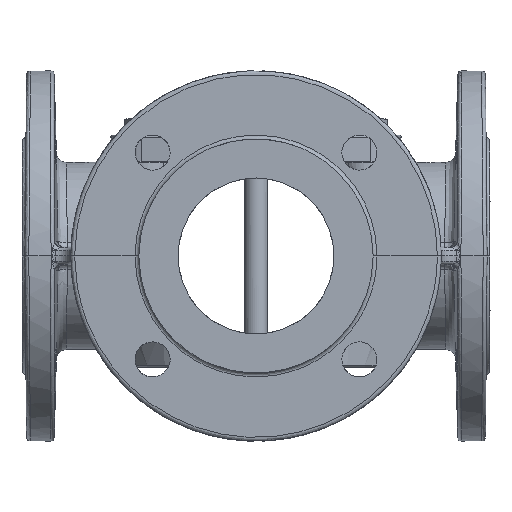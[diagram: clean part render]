
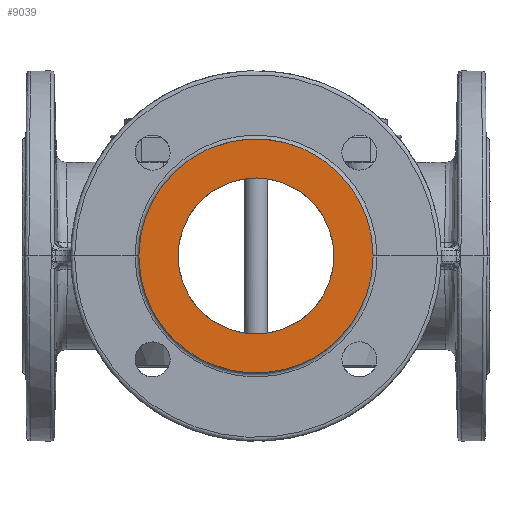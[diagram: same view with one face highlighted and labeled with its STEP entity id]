
A CAD part, left-side view. The second image highlights one B-rep face of the part: STEP entity #9039.
In plain terms, the highlighted planar face has unit normal (-1, 0, 0).
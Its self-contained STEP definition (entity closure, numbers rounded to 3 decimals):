
#8896=CARTESIAN_POINT('Control Point',(-120.,-60.064,0.)) ;
#8897=CARTESIAN_POINT('Control Point',(-120.,-60.031,14.16)) ;
#8898=CARTESIAN_POINT('Control Point',(-120.,-55.84,28.306)) ;
#8899=CARTESIAN_POINT('Control Point',(-120.,-47.476,40.798)) ;
#8900=CARTESIAN_POINT('Control Point',(-120.,-35.986,50.052)) ;
#8901=CARTESIAN_POINT('Control Point',(-120.,-22.908,55.455)) ;
#8902=CARTESIAN_POINT('Vertex',(-120.,-60.064,0.)) ;
#8904=CARTESIAN_POINT('Vertex',(-120.,-22.908,55.455)) ;
#8920=CARTESIAN_POINT('Vertex',(-120.,60.064,0.)) ;
#8924=CARTESIAN_POINT('Control Point',(-120.,60.064,0.)) ;
#8925=CARTESIAN_POINT('Control Point',(-120.,60.031,14.16)) ;
#8926=CARTESIAN_POINT('Control Point',(-120.,55.84,28.306)) ;
#8927=CARTESIAN_POINT('Control Point',(-120.,47.476,40.799)) ;
#8928=CARTESIAN_POINT('Control Point',(-120.,35.986,50.052)) ;
#8929=CARTESIAN_POINT('Control Point',(-120.,22.908,55.455)) ;
#8930=CARTESIAN_POINT('Vertex',(-120.,22.908,55.455)) ;
#8961=CARTESIAN_POINT('Axis2P3D Location',(-120.,0.,0.)) ;
#8971=CARTESIAN_POINT('Axis2P3D Location',(-120.,120.,0.)) ;
#8977=CARTESIAN_POINT('Control Point',(-120.,60.064,0.)) ;
#8978=CARTESIAN_POINT('Control Point',(-120.,60.053,-4.563)) ;
#8979=CARTESIAN_POINT('Control Point',(-120.,59.61,-9.124)) ;
#8980=CARTESIAN_POINT('Control Point',(-120.,58.736,-13.63)) ;
#8981=CARTESIAN_POINT('Control Point',(-120.,56.,-22.908)) ;
#8982=CARTESIAN_POINT('Control Point',(-120.,51.477,-31.468)) ;
#8983=CARTESIAN_POINT('Control Point',(-120.,48.63,-35.705)) ;
#8984=CARTESIAN_POINT('Control Point',(-120.,42.436,-43.097)) ;
#8985=CARTESIAN_POINT('Control Point',(-120.,34.913,-49.113)) ;
#8986=CARTESIAN_POINT('Control Point',(-120.,31.107,-51.607)) ;
#8987=CARTESIAN_POINT('Control Point',(-120.,27.089,-53.728)) ;
#8988=CARTESIAN_POINT('Control Point',(-120.,22.908,-55.455)) ;
#8989=CARTESIAN_POINT('Vertex',(-120.,22.908,-55.455)) ;
#8992=CARTESIAN_POINT('Axis2P3D Location',(-120.,0.,0.)) ;
#8996=CARTESIAN_POINT('Vertex',(-120.,-22.908,-55.455)) ;
#9000=CARTESIAN_POINT('Control Point',(-120.,-60.064,0.)) ;
#9001=CARTESIAN_POINT('Control Point',(-120.,-60.051,-5.577)) ;
#9002=CARTESIAN_POINT('Control Point',(-120.,-59.392,-11.152)) ;
#9003=CARTESIAN_POINT('Control Point',(-120.,-58.088,-16.625)) ;
#9004=CARTESIAN_POINT('Control Point',(-120.,-54.238,-27.168)) ;
#9005=CARTESIAN_POINT('Control Point',(-120.,-48.082,-36.55)) ;
#9006=CARTESIAN_POINT('Control Point',(-120.,-44.472,-40.862)) ;
#9007=CARTESIAN_POINT('Control Point',(-120.,-38.198,-46.793)) ;
#9008=CARTESIAN_POINT('Control Point',(-120.,-31.007,-51.499)) ;
#9009=CARTESIAN_POINT('Control Point',(-120.,-28.389,-52.987)) ;
#9010=CARTESIAN_POINT('Control Point',(-120.,-25.685,-54.308)) ;
#9011=CARTESIAN_POINT('Control Point',(-120.,-22.908,-55.455)) ;
#9021=CARTESIAN_POINT('Axis2P3D Location',(-120.,0.,0.)) ;
#9025=CARTESIAN_POINT('Vertex',(-120.,-40.,0.)) ;
#9027=CARTESIAN_POINT('Vertex',(-120.,40.,0.)) ;
#9030=CARTESIAN_POINT('Axis2P3D Location',(-120.,0.,0.)) ;
#8962=DIRECTION('Axis2P3D Direction',(-1.,0.,0.)) ;
#8972=DIRECTION('Axis2P3D Direction',(-1.,0.,0.)) ;
#8973=DIRECTION('Axis2P3D XDirection',(0.,-1.,0.)) ;
#8993=DIRECTION('Axis2P3D Direction',(-1.,0.,0.)) ;
#9022=DIRECTION('Axis2P3D Direction',(-1.,0.,0.)) ;
#9031=DIRECTION('Axis2P3D Direction',(-1.,0.,0.)) ;
#8963=AXIS2_PLACEMENT_3D('Circle Axis2P3D',#8961,#8962,$) ;
#8974=AXIS2_PLACEMENT_3D('Plane Axis2P3D',#8971,#8972,#8973) ;
#8994=AXIS2_PLACEMENT_3D('Circle Axis2P3D',#8992,#8993,$) ;
#9023=AXIS2_PLACEMENT_3D('Circle Axis2P3D',#9021,#9022,$) ;
#9032=AXIS2_PLACEMENT_3D('Circle Axis2P3D',#9030,#9031,$) ;
#9014=ORIENTED_EDGE('',*,*,#8906,.T.) ;
#9015=ORIENTED_EDGE('',*,*,#8965,.T.) ;
#9016=ORIENTED_EDGE('',*,*,#8932,.F.) ;
#9017=ORIENTED_EDGE('',*,*,#8991,.T.) ;
#9018=ORIENTED_EDGE('',*,*,#8998,.T.) ;
#9019=ORIENTED_EDGE('',*,*,#9012,.F.) ;
#9036=ORIENTED_EDGE('',*,*,#9029,.F.) ;
#9037=ORIENTED_EDGE('',*,*,#9034,.F.) ;
#9038=FACE_BOUND('',#9035,.T.) ;
#9039=ADVANCED_FACE('1016-01',(#9020,#9038),#8975,.T.) ;
#8895=B_SPLINE_CURVE_WITH_KNOTS('',5,(#8896,#8897,#8898,#8899,#8900,#8901),.UNSPECIFIED.,.F.,.U.,(6,6),(0.008,123.924),.UNSPECIFIED.) ;
#8923=B_SPLINE_CURVE_WITH_KNOTS('',5,(#8924,#8925,#8926,#8927,#8928,#8929),.UNSPECIFIED.,.F.,.U.,(6,6),(0.008,123.924),.UNSPECIFIED.) ;
#8976=B_SPLINE_CURVE_WITH_KNOTS('',5,(#8977,#8978,#8979,#8980,#8981,#8982,#8983,#8984,#8985,#8986,#8987,#8988),.UNSPECIFIED.,.F.,.U.,(6,3,3,6),(0.008,39.94,84.311,123.924),.UNSPECIFIED.) ;
#8999=B_SPLINE_CURVE_WITH_KNOTS('',5,(#9000,#9001,#9002,#9003,#9004,#9005,#9006,#9007,#9008,#9009,#9010,#9011),.UNSPECIFIED.,.F.,.U.,(6,3,3,6),(0.008,48.815,97.617,123.924),.UNSPECIFIED.) ;
#8964=CIRCLE('generated circle',#8963,60.) ;
#8995=CIRCLE('generated circle',#8994,60.) ;
#9024=CIRCLE('generated circle',#9023,40.) ;
#9033=CIRCLE('generated circle',#9032,40.) ;
#8906=EDGE_CURVE('',#8903,#8905,#8895,.T.) ;
#8932=EDGE_CURVE('',#8921,#8931,#8923,.T.) ;
#8965=EDGE_CURVE('',#8905,#8931,#8964,.T.) ;
#8991=EDGE_CURVE('',#8921,#8990,#8976,.T.) ;
#8998=EDGE_CURVE('',#8990,#8997,#8995,.T.) ;
#9012=EDGE_CURVE('',#8903,#8997,#8999,.T.) ;
#9029=EDGE_CURVE('',#9026,#9028,#9024,.T.) ;
#9034=EDGE_CURVE('',#9028,#9026,#9033,.T.) ;
#9013=EDGE_LOOP('',(#9014,#9015,#9016,#9017,#9018,#9019)) ;
#9035=EDGE_LOOP('',(#9036,#9037)) ;
#9020=FACE_OUTER_BOUND('',#9013,.T.) ;
#8975=PLANE('',#8974) ;
#8903=VERTEX_POINT('',#8902) ;
#8905=VERTEX_POINT('',#8904) ;
#8921=VERTEX_POINT('',#8920) ;
#8931=VERTEX_POINT('',#8930) ;
#8990=VERTEX_POINT('',#8989) ;
#8997=VERTEX_POINT('',#8996) ;
#9026=VERTEX_POINT('',#9025) ;
#9028=VERTEX_POINT('',#9027) ;
